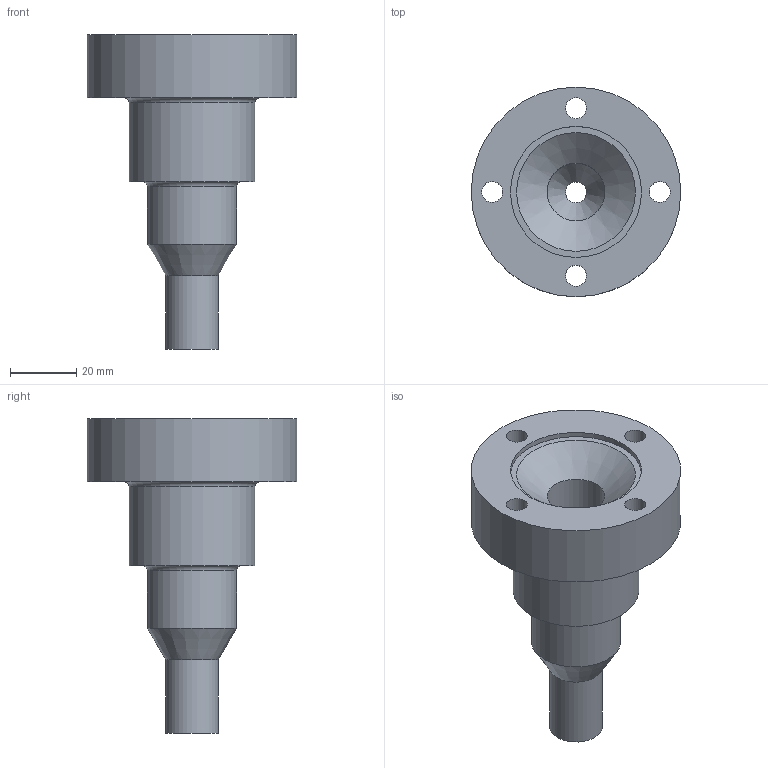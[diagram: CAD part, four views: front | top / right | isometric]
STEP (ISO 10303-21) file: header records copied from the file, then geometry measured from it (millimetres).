
FILE_DESCRIPTION(/* description */ (''),/* implementation_level */ '2;1');
FILE_NAME(/* name */ 'Nozzle.stp',/* time_stamp */ '2025-04-04T01:44:40+05:30',/* author */ ('vraj_'),/* organization */ (''),/* preprocessor_version */ 'ST-DEVELOPER v20',/* originating_system */ 'AutoCAD Mechanical',/* authorisation */ '');
FILE_SCHEMA (('AUTOMOTIVE_DESIGN { 1 0 10303 214 3 1 1 }'));
Length unit declared in the file: inch
Products named in the file (1): Product
Bounding box: 63.5 x 63.5 x 95.25 mm (x, y, z)
Volume: 85725.3 mm3; surface area: 21149.2 mm2
Topology: 1 solids, 1 shells, 22 faces, 87 edges, 112 vertices
Faces by surface type: cylinder 11, plane 5, cone 4, torus 2
Full cylindrical faces by diameter (mm): 6.35 x5, 15.875 x1, 17.462 x1, 26.987 x1, 38.1 x1, 39.687 x1, 63.5 x1
Entity records: 986 total; most frequent: CARTESIAN_POINT 222, DIRECTION 167, ORIENTED_EDGE 90, AXIS2_PLACEMENT_3D 57, LINE 53, VECTOR 53, EDGE_CURVE 45, STYLED_ITEM 43
